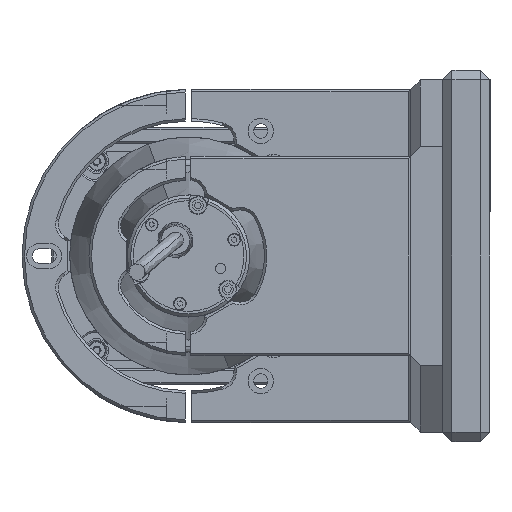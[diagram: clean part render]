
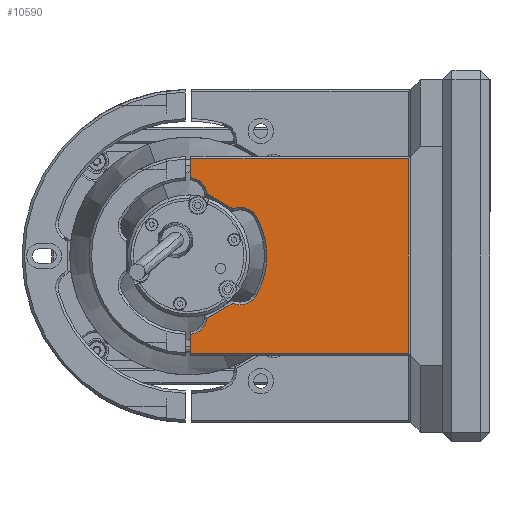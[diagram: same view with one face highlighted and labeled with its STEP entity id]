
A CAD part, left-side view. The second image highlights one B-rep face of the part: STEP entity #10590.
In plain terms, the highlighted planar face has unit normal (-1, 0, 0).
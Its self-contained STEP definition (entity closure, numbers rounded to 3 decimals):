
#173 = CARTESIAN_POINT ( 'NONE',  ( -503.212, 10.8, 0. ) ) ;
#582 = VECTOR ( 'NONE', #31476, 1000. ) ;
#1206 = EDGE_CURVE ( 'NONE', #31762, #22319, #42762, .T. ) ;
#1280 = CARTESIAN_POINT ( 'NONE',  ( -503.212, 80., 0. ) ) ;
#1714 = LINE ( 'NONE', #8904, #33344 ) ;
#1821 = ORIENTED_EDGE ( 'NONE', *, *, #31382, .T. ) ;
#2254 = EDGE_CURVE ( 'NONE', #6723, #30053, #25395, .T. ) ;
#2447 = CARTESIAN_POINT ( 'NONE',  ( -503.212, 58.673, 12.461 ) ) ;
#2592 = CARTESIAN_POINT ( 'NONE',  ( -503.212, 63.681, 9.535 ) ) ;
#3597 = VERTEX_POINT ( 'NONE', #41447 ) ;
#3691 = CARTESIAN_POINT ( 'NONE',  ( -503.212, 58.673, -12.461 ) ) ;
#4419 = ORIENTED_EDGE ( 'NONE', *, *, #16241, .T. ) ;
#4480 = LINE ( 'NONE', #39031, #39864 ) ;
#4725 = DIRECTION ( 'NONE',  ( 0., 0., 1. ) ) ;
#5175 = EDGE_CURVE ( 'NONE', #33189, #3597, #28236, .T. ) ;
#5348 = CARTESIAN_POINT ( 'NONE',  ( -503.212, 10.8, -30.6 ) ) ;
#6029 = DIRECTION ( 'NONE',  ( 0., 0., 1. ) ) ;
#6216 = DIRECTION ( 'NONE',  ( 1., 0., 0. ) ) ;
#6514 = CARTESIAN_POINT ( 'NONE',  ( -503.212, 63.681, -9.535 ) ) ;
#6723 = VERTEX_POINT ( 'NONE', #16363 ) ;
#8258 = CARTESIAN_POINT ( 'NONE',  ( -503.212, 79.902, 18.9 ) ) ;
#8614 = ORIENTED_EDGE ( 'NONE', *, *, #26445, .T. ) ;
#8904 = CARTESIAN_POINT ( 'NONE',  ( -503.212, 80., 30.6 ) ) ;
#8954 = CARTESIAN_POINT ( 'NONE',  ( -503.212, 79.25, 30.6 ) ) ;
#9036 = CARTESIAN_POINT ( 'NONE',  ( -503.212, 74.144, 19.598 ) ) ;
#9115 = DIRECTION ( 'NONE',  ( -1., 0., 0. ) ) ;
#9970 = DIRECTION ( 'NONE',  ( 0., 0., 1. ) ) ;
#10415 = ORIENTED_EDGE ( 'NONE', *, *, #19925, .T. ) ;
#10590 = ADVANCED_FACE ( 'NONE', ( #33800 ), #12375, .T. ) ;
#10690 = EDGE_CURVE ( 'NONE', #36485, #18953, #17203, .T. ) ;
#11078 = DIRECTION ( 'NONE',  ( 0., 0., -1. ) ) ;
#11663 = DIRECTION ( 'NONE',  ( 0., 0., 1. ) ) ;
#11767 = AXIS2_PLACEMENT_3D ( 'NONE', #2592, #26582, #6029 ) ;
#11799 = LINE ( 'NONE', #29190, #30013 ) ;
#12151 = VERTEX_POINT ( 'NONE', #21875 ) ;
#12230 = EDGE_CURVE ( 'NONE', #23578, #33189, #11799, .T. ) ;
#12324 = DIRECTION ( 'NONE',  ( 0., 1., 0. ) ) ;
#12375 = PLANE ( 'NONE',  #21670 ) ;
#12733 = CIRCLE ( 'NONE', #11767, 5.8 ) ;
#12782 = ORIENTED_EDGE ( 'NONE', *, *, #22303, .T. ) ;
#12866 = ORIENTED_EDGE ( 'NONE', *, *, #10690, .T. ) ;
#13956 = DIRECTION ( 'NONE',  ( 0., 0., 1. ) ) ;
#14093 = CARTESIAN_POINT ( 'NONE',  ( -503.212, 79.25, 0. ) ) ;
#14354 = DIRECTION ( 'NONE',  ( 1., 0., 0. ) ) ;
#14446 = VECTOR ( 'NONE', #15783, 1000. ) ;
#14700 = CIRCLE ( 'NONE', #16115, 24.7 ) ;
#15783 = DIRECTION ( 'NONE',  ( 0., -0.866, -0.5 ) ) ;
#16115 = AXIS2_PLACEMENT_3D ( 'NONE', #1280, #25280, #4725 ) ;
#16241 = EDGE_CURVE ( 'NONE', #3597, #6723, #41805, .T. ) ;
#16363 = CARTESIAN_POINT ( 'NONE',  ( -503.212, 65.956, 14.87 ) ) ;
#16917 = ORIENTED_EDGE ( 'NONE', *, *, #2254, .T. ) ;
#17203 = CIRCLE ( 'NONE', #37748, 5.8 ) ;
#18852 = EDGE_CURVE ( 'NONE', #18953, #41884, #26811, .T. ) ;
#18953 = VERTEX_POINT ( 'NONE', #35387 ) ;
#19925 = EDGE_CURVE ( 'NONE', #41884, #12151, #20762, .T. ) ;
#20104 = LINE ( 'NONE', #14093, #37261 ) ;
#20762 = CIRCLE ( 'NONE', #25234, 5.8 ) ;
#21670 = AXIS2_PLACEMENT_3D ( 'NONE', #29590, #9115, #33053 ) ;
#21875 = CARTESIAN_POINT ( 'NONE',  ( -503.212, 79.25, -24.663 ) ) ;
#22303 = EDGE_CURVE ( 'NONE', #22319, #23578, #1714, .T. ) ;
#22319 = VERTEX_POINT ( 'NONE', #43226 ) ;
#23578 = VERTEX_POINT ( 'NONE', #8954 ) ;
#23962 = EDGE_LOOP ( 'NONE', ( #16917, #1821, #8614, #12866, #32012, #10415, #27629, #29594, #41632, #12782, #31310, #39193, #4419 ) ) ;
#25234 = AXIS2_PLACEMENT_3D ( 'NONE', #26766, #6216, #30165 ) ;
#25280 = DIRECTION ( 'NONE',  ( 1., 0., 0. ) ) ;
#25346 = CARTESIAN_POINT ( 'NONE',  ( -503.212, 63.681, 15.335 ) ) ;
#25395 = CIRCLE ( 'NONE', #43009, 5.8 ) ;
#26445 = EDGE_CURVE ( 'NONE', #36806, #36485, #14700, .T. ) ;
#26582 = DIRECTION ( 'NONE',  ( 1., 0., 0. ) ) ;
#26766 = CARTESIAN_POINT ( 'NONE',  ( -503.212, 79.902, -18.9 ) ) ;
#26811 = LINE ( 'NONE', #28192, #582 ) ;
#27009 = CARTESIAN_POINT ( 'NONE',  ( -503.212, 74.144, -19.598 ) ) ;
#27629 = ORIENTED_EDGE ( 'NONE', *, *, #37798, .T. ) ;
#28192 = CARTESIAN_POINT ( 'NONE',  ( -503.212, 65.956, -14.87 ) ) ;
#28236 = CIRCLE ( 'NONE', #33622, 5.8 ) ;
#29190 = CARTESIAN_POINT ( 'NONE',  ( -503.212, 79.25, 0. ) ) ;
#29590 = CARTESIAN_POINT ( 'NONE',  ( -503.212, 80., 0. ) ) ;
#29594 = ORIENTED_EDGE ( 'NONE', *, *, #38467, .T. ) ;
#29761 = VERTEX_POINT ( 'NONE', #33738 ) ;
#30013 = VECTOR ( 'NONE', #42712, 1000. ) ;
#30053 = VERTEX_POINT ( 'NONE', #25346 ) ;
#30165 = DIRECTION ( 'NONE',  ( 0., 0., 1. ) ) ;
#30464 = DIRECTION ( 'NONE',  ( 1., 0., 0. ) ) ;
#31310 = ORIENTED_EDGE ( 'NONE', *, *, #12230, .T. ) ;
#31382 = EDGE_CURVE ( 'NONE', #30053, #36806, #12733, .T. ) ;
#31476 = DIRECTION ( 'NONE',  ( 0., 0.866, -0.5 ) ) ;
#31762 = VERTEX_POINT ( 'NONE', #5348 ) ;
#32012 = ORIENTED_EDGE ( 'NONE', *, *, #18852, .T. ) ;
#32183 = DIRECTION ( 'NONE',  ( 1., 0., 0. ) ) ;
#32528 = VECTOR ( 'NONE', #13956, 1000. ) ;
#33053 = DIRECTION ( 'NONE',  ( 0., 0., 1. ) ) ;
#33189 = VERTEX_POINT ( 'NONE', #38924 ) ;
#33344 = VECTOR ( 'NONE', #12324, 1000. ) ;
#33622 = AXIS2_PLACEMENT_3D ( 'NONE', #8258, #32183, #11663 ) ;
#33738 = CARTESIAN_POINT ( 'NONE',  ( -503.212, 79.25, -30.6 ) ) ;
#33800 = FACE_OUTER_BOUND ( 'NONE', #23962, .T. ) ;
#34884 = CARTESIAN_POINT ( 'NONE',  ( -503.212, 63.681, 9.535 ) ) ;
#35387 = CARTESIAN_POINT ( 'NONE',  ( -503.212, 65.956, -14.87 ) ) ;
#35865 = DIRECTION ( 'NONE',  ( 0., -1., 0. ) ) ;
#36485 = VERTEX_POINT ( 'NONE', #3691 ) ;
#36806 = VERTEX_POINT ( 'NONE', #2447 ) ;
#37261 = VECTOR ( 'NONE', #11078, 1000. ) ;
#37748 = AXIS2_PLACEMENT_3D ( 'NONE', #6514, #30464, #9970 ) ;
#37798 = EDGE_CURVE ( 'NONE', #12151, #29761, #20104, .T. ) ;
#38328 = DIRECTION ( 'NONE',  ( 0., 0., 1. ) ) ;
#38467 = EDGE_CURVE ( 'NONE', #29761, #31762, #4480, .T. ) ;
#38924 = CARTESIAN_POINT ( 'NONE',  ( -503.212, 79.25, 24.663 ) ) ;
#39031 = CARTESIAN_POINT ( 'NONE',  ( -503.212, 80., -30.6 ) ) ;
#39193 = ORIENTED_EDGE ( 'NONE', *, *, #5175, .T. ) ;
#39864 = VECTOR ( 'NONE', #35865, 1000. ) ;
#41447 = CARTESIAN_POINT ( 'NONE',  ( -503.212, 74.144, 19.598 ) ) ;
#41632 = ORIENTED_EDGE ( 'NONE', *, *, #1206, .T. ) ;
#41805 = LINE ( 'NONE', #9036, #14446 ) ;
#41884 = VERTEX_POINT ( 'NONE', #27009 ) ;
#42712 = DIRECTION ( 'NONE',  ( 0., 0., -1. ) ) ;
#42762 = LINE ( 'NONE', #173, #32528 ) ;
#43009 = AXIS2_PLACEMENT_3D ( 'NONE', #34884, #14354, #38328 ) ;
#43226 = CARTESIAN_POINT ( 'NONE',  ( -503.212, 10.8, 30.6 ) ) ;
